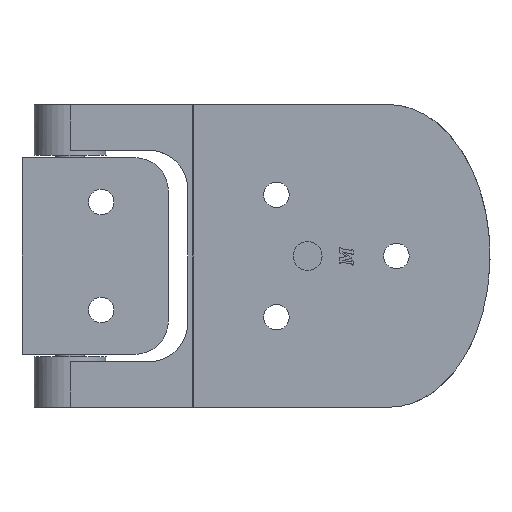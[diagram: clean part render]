
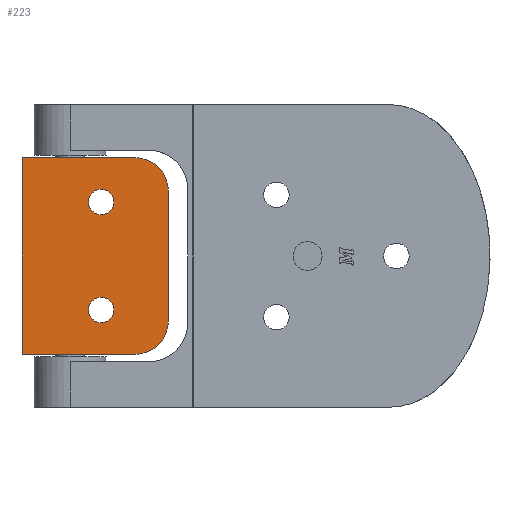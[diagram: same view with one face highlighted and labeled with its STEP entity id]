
A CAD part, front view. The second image highlights one B-rep face of the part: STEP entity #223.
In plain terms, the highlighted planar face has unit normal (0, -1, 0).
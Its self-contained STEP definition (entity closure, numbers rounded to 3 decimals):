
#223=ADVANCED_FACE('',(#503,#504,#505),#506,.F.);
#503=FACE_OUTER_BOUND('',#948,.T.);
#504=FACE_BOUND('',#949,.T.);
#505=FACE_BOUND('',#950,.T.);
#506=PLANE('',#951);
#948=EDGE_LOOP('',(#1819,#1820,#1821,#1822,#1823,#1824));
#949=EDGE_LOOP('',(#1825));
#950=EDGE_LOOP('',(#1826));
#951=AXIS2_PLACEMENT_3D('',#1827,#1828,#1829);
#1819=ORIENTED_EDGE('',*,*,#3065,.F.);
#1820=ORIENTED_EDGE('',*,*,#3058,.T.);
#1821=ORIENTED_EDGE('',*,*,#3071,.F.);
#1822=ORIENTED_EDGE('',*,*,#3052,.T.);
#1823=ORIENTED_EDGE('',*,*,#3073,.F.);
#1824=ORIENTED_EDGE('',*,*,#3080,.F.);
#1825=ORIENTED_EDGE('',*,*,#3060,.T.);
#1826=ORIENTED_EDGE('',*,*,#3062,.T.);
#1827=CARTESIAN_POINT('',(-10.,0.,20.5));
#1828=DIRECTION('',(0.,1.0,0.));
#1829=DIRECTION('',(-1.0,0.,0.));
#3052=EDGE_CURVE('',#3597,#3595,#3598,.F.);
#3058=EDGE_CURVE('',#3609,#3607,#3610,.F.);
#3060=EDGE_CURVE('',#3612,#3612,#3613,.T.);
#3062=EDGE_CURVE('',#3616,#3616,#3617,.T.);
#3065=EDGE_CURVE('',#3609,#3622,#3623,.T.);
#3071=EDGE_CURVE('',#3597,#3607,#3633,.T.);
#3073=EDGE_CURVE('',#3635,#3595,#3636,.T.);
#3080=EDGE_CURVE('',#3622,#3635,#3648,.T.);
#3595=VERTEX_POINT('',#4803);
#3597=VERTEX_POINT('',#4806);
#3598=CIRCLE('',#4807,7.0);
#3607=VERTEX_POINT('',#4817);
#3609=VERTEX_POINT('',#4820);
#3610=CIRCLE('',#4821,7.0);
#3612=VERTEX_POINT('',#4824);
#3613=CIRCLE('',#4825,2.65);
#3616=VERTEX_POINT('',#4828);
#3617=CIRCLE('',#4829,2.65);
#3622=VERTEX_POINT('',#4835);
#3623=LINE('',#4836,#4837);
#3633=LINE('',#4850,#4851);
#3635=VERTEX_POINT('',#4854);
#3636=LINE('',#4855,#4856);
#3648=LINE('',#4872,#4873);
#4803=CARTESIAN_POINT('',(13.5,0.,20.5));
#4806=CARTESIAN_POINT('',(20.5,0.,13.5));
#4807=AXIS2_PLACEMENT_3D('',#5819,#5820,#5821);
#4817=CARTESIAN_POINT('',(20.5,0.,-13.5));
#4820=CARTESIAN_POINT('',(13.5,0.,-20.5));
#4821=AXIS2_PLACEMENT_3D('',#5833,#5834,#5835);
#4824=CARTESIAN_POINT('',(3.85,0.,-11.25));
#4825=AXIS2_PLACEMENT_3D('',#5837,#5838,#5839);
#4828=CARTESIAN_POINT('',(3.85,0.,11.25));
#4829=AXIS2_PLACEMENT_3D('',#5843,#5844,#5845);
#4835=CARTESIAN_POINT('',(-10.,0.,-20.5));
#4836=CARTESIAN_POINT('',(20.5,0.,-20.5));
#4837=VECTOR('',#5850,1.0);
#4850=CARTESIAN_POINT('',(20.5,0.,20.5));
#4851=VECTOR('',#5860,1.0);
#4854=CARTESIAN_POINT('',(-10.,0.,20.5));
#4855=CARTESIAN_POINT('',(-10.,0.,20.5));
#4856=VECTOR('',#5862,1.0);
#4872=CARTESIAN_POINT('',(-10.,0.,-20.5));
#4873=VECTOR('',#5873,1.0);
#5819=CARTESIAN_POINT('',(13.5,0.,13.5));
#5820=DIRECTION('',(0.,1.0,0.));
#5821=DIRECTION('',(-1.0,0.,0.));
#5833=CARTESIAN_POINT('',(13.5,0.,-13.5));
#5834=DIRECTION('',(0.,1.0,0.));
#5835=DIRECTION('',(-1.0,0.,0.));
#5837=CARTESIAN_POINT('',(6.5,0.,-11.25));
#5838=DIRECTION('',(0.,1.0,0.));
#5839=DIRECTION('',(-1.0,0.,0.));
#5843=CARTESIAN_POINT('',(6.5,0.,11.25));
#5844=DIRECTION('',(0.,1.0,0.));
#5845=DIRECTION('',(-1.0,0.,0.));
#5850=DIRECTION('',(-1.0,0.,0.));
#5860=DIRECTION('',(0.,0.,-1.0));
#5862=DIRECTION('',(1.0,0.,0.));
#5873=DIRECTION('',(0.,0.,1.0));
